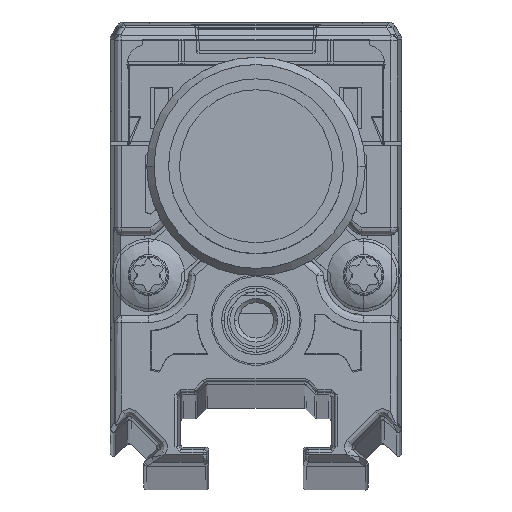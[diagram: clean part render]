
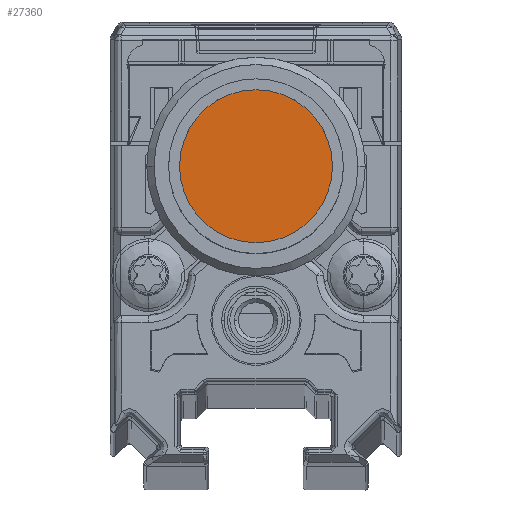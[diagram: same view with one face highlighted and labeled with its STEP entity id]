
A CAD part, top view. The second image highlights one B-rep face of the part: STEP entity #27360.
In plain terms, the highlighted face is planar.
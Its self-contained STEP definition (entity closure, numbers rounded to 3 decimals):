
#26560=CARTESIAN_POINT('',(0.,0.,0.));
#26561=DIRECTION('',(0.,-1.,0.));
#26562=DIRECTION('',(1.,0.,0.));
#26563=AXIS2_PLACEMENT_3D('',#26560,#26561,#26562);
#26565=CARTESIAN_POINT('',(0.,0.,0.));
#26566=DIRECTION('',(0.,-1.,0.));
#26567=DIRECTION('',(-1.,0.,0.));
#26568=AXIS2_PLACEMENT_3D('',#26565,#26566,#26567);
#26666=CARTESIAN_POINT('',(-5.25,0.,0.));
#26667=VERTEX_POINT('',#26666);
#26668=CARTESIAN_POINT('',(5.25,0.,0.));
#26669=VERTEX_POINT('',#26668);
#27351=CARTESIAN_POINT('',(0.,0.,0.));
#27352=DIRECTION('',(0.,-1.,0.));
#27353=DIRECTION('',(1.,0.,0.));
#27354=AXIS2_PLACEMENT_3D('',#27351,#27352,#27353);
#27355=PLANE('',#27354);
#27356=ORIENTED_EDGE('',*,*,#27337,.T.);
#27357=ORIENTED_EDGE('',*,*,#27319,.T.);
#27358=EDGE_LOOP('',(#27356,#27357));
#27359=FACE_OUTER_BOUND('',#27358,.F.);
#27360=ADVANCED_FACE('',(#27359),#27355,.F.);
#26564=CIRCLE('',#26563,5.25);
#26569=CIRCLE('',#26568,5.25);
#27319=EDGE_CURVE('',#26667,#26669,#26569,.T.);
#27337=EDGE_CURVE('',#26669,#26667,#26564,.T.);
